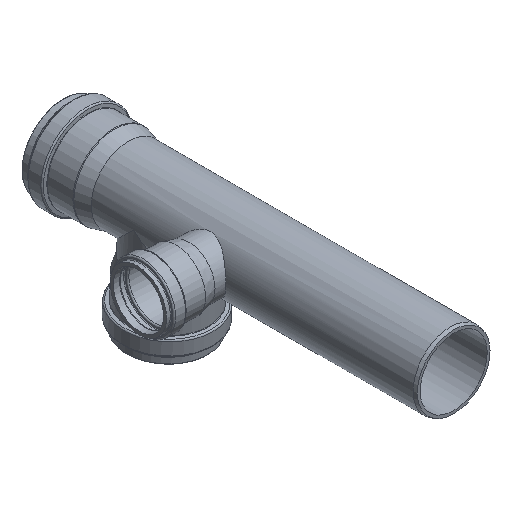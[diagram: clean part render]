
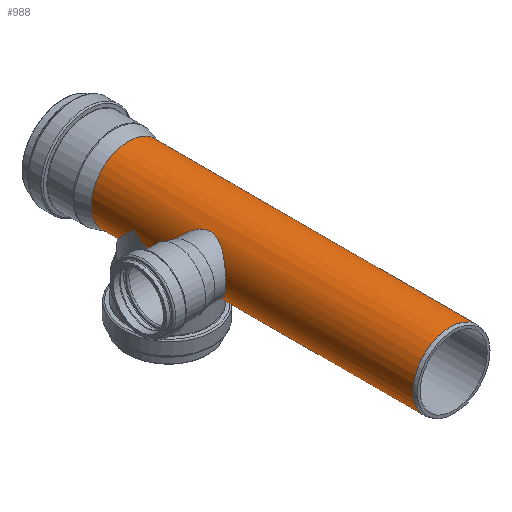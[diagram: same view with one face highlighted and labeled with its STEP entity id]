
A CAD part, isometric view. The second image highlights one B-rep face of the part: STEP entity #988.
In plain terms, the highlighted cylindrical face has radius 55.3 mm (diameter 110.6 mm), a full revolution.
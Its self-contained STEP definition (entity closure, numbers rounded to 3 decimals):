
#17=ELLIPSE('',#1134,79.97,55.3);
#18=ELLIPSE('',#1135,76.554,55.3);
#139=FACE_BOUND('',#379,.T.);
#140=FACE_BOUND('',#380,.T.);
#141=FACE_BOUND('',#381,.T.);
#177=B_SPLINE_CURVE_WITH_KNOTS('',3,(#1571,#1572,#1573,#1574,#1575,#1576,
#1577,#1578,#1579,#1580,#1581,#1582,#1583,#1584,#1585,#1586,#1587,#1588,
#1589,#1590,#1591,#1592,#1593,#1594,#1595,#1596,#1597,#1598,#1599,#1600,
#1601,#1602,#1603,#1604,#1605,#1606,#1607,#1608,#1609,#1610,#1611,#1612,
#1613,#1614,#1615,#1616,#1617,#1618,#1619,#1620,#1621,#1622,#1623,#1624,
#1625,#1626,#1627,#1628,#1629,#1630,#1631,#1632,#1633,#1634,#1635,#1636),
 .UNSPECIFIED.,.T.,.F.,(4,2,2,2,2,2,2,2,2,2,2,2,2,2,2,2,2,2,2,2,2,2,2,2,
2,2,2,2,2,2,2,2,4),(0.,0.766,1.532,2.298,
3.064,3.828,4.592,5.356,6.12,
6.884,7.648,8.412,9.176,9.942,
10.708,11.474,12.24,13.028,13.815,
14.603,15.39,16.155,16.92,17.685,
18.45,19.215,19.98,20.745,21.51,
22.297,23.085,23.872,24.66),
 .UNSPECIFIED.);
#234=FACE_OUTER_BOUND('',#378,.T.);
#378=EDGE_LOOP('',(#835));
#379=EDGE_LOOP('',(#836));
#380=EDGE_LOOP('',(#837));
#381=EDGE_LOOP('',(#838,#839));
#503=CIRCLE('',#1137,55.3);
#504=CIRCLE('',#1138,55.3);
#538=VERTEX_POINT('',#1570);
#594=VERTEX_POINT('',#1866);
#595=VERTEX_POINT('',#1867);
#596=VERTEX_POINT('',#1871);
#597=VERTEX_POINT('',#1873);
#631=EDGE_CURVE('',#538,#538,#177,.T.);
#687=EDGE_CURVE('',#594,#595,#17,.T.);
#688=EDGE_CURVE('',#595,#594,#18,.T.);
#689=EDGE_CURVE('',#596,#596,#503,.T.);
#690=EDGE_CURVE('',#597,#597,#504,.T.);
#835=ORIENTED_EDGE('',*,*,#689,.T.);
#836=ORIENTED_EDGE('',*,*,#631,.T.);
#837=ORIENTED_EDGE('',*,*,#690,.F.);
#838=ORIENTED_EDGE('',*,*,#688,.T.);
#839=ORIENTED_EDGE('',*,*,#687,.T.);
#925=CYLINDRICAL_SURFACE('',#1136,55.3);
#988=ADVANCED_FACE('',(#234,#139,#140,#141),#925,.T.);
#1134=AXIS2_PLACEMENT_3D('',#1868,#1426,#1427);
#1135=AXIS2_PLACEMENT_3D('',#1869,#1428,#1429);
#1136=AXIS2_PLACEMENT_3D('',#1870,#1430,#1431);
#1137=AXIS2_PLACEMENT_3D('',#1872,#1432,#1433);
#1138=AXIS2_PLACEMENT_3D('',#1874,#1434,#1435);
#1426=DIRECTION('center_axis',(0.,0.692,0.722));
#1427=DIRECTION('ref_axis',(0.,-0.722,0.692));
#1428=DIRECTION('center_axis',(0.,-0.722,0.692));
#1429=DIRECTION('ref_axis',(0.,-0.692,-0.722));
#1430=DIRECTION('center_axis',(0.,1.,0.));
#1431=DIRECTION('ref_axis',(1.,0.,0.));
#1432=DIRECTION('center_axis',(0.,1.,0.));
#1433=DIRECTION('ref_axis',(1.,0.,0.));
#1434=DIRECTION('center_axis',(0.,1.,0.));
#1435=DIRECTION('ref_axis',(1.,0.,0.));
#1570=CARTESIAN_POINT('',(-39.206,-161.288,39.));
#1571=CARTESIAN_POINT('Ctrl Pts',(-39.206,-161.288,39.));
#1572=CARTESIAN_POINT('Ctrl Pts',(-39.206,-163.842,39.));
#1573=CARTESIAN_POINT('Ctrl Pts',(-39.463,-166.425,38.746));
#1574=CARTESIAN_POINT('Ctrl Pts',(-40.441,-171.473,37.724));
#1575=CARTESIAN_POINT('Ctrl Pts',(-41.159,-173.938,36.956));
#1576=CARTESIAN_POINT('Ctrl Pts',(-42.863,-178.61,34.965));
#1577=CARTESIAN_POINT('Ctrl Pts',(-43.848,-180.824,33.741));
#1578=CARTESIAN_POINT('Ctrl Pts',(-45.871,-184.903,30.934));
#1579=CARTESIAN_POINT('Ctrl Pts',(-46.909,-186.769,29.35));
#1580=CARTESIAN_POINT('Ctrl Pts',(-48.852,-190.073,25.987));
#1581=CARTESIAN_POINT('Ctrl Pts',(-49.834,-191.635,24.081));
#1582=CARTESIAN_POINT('Ctrl Pts',(-51.647,-194.415,19.897));
#1583=CARTESIAN_POINT('Ctrl Pts',(-52.478,-195.633,17.619));
#1584=CARTESIAN_POINT('Ctrl Pts',(-53.852,-197.61,12.817));
#1585=CARTESIAN_POINT('Ctrl Pts',(-54.396,-198.37,10.29));
#1586=CARTESIAN_POINT('Ctrl Pts',(-55.12,-199.377,5.155));
#1587=CARTESIAN_POINT('Ctrl Pts',(-55.3,-199.623,2.547));
#1588=CARTESIAN_POINT('Ctrl Pts',(-55.3,-199.623,-2.547));
#1589=CARTESIAN_POINT('Ctrl Pts',(-55.12,-199.377,-5.155));
#1590=CARTESIAN_POINT('Ctrl Pts',(-54.396,-198.37,-10.29));
#1591=CARTESIAN_POINT('Ctrl Pts',(-53.852,-197.61,-12.817));
#1592=CARTESIAN_POINT('Ctrl Pts',(-52.478,-195.633,-17.619));
#1593=CARTESIAN_POINT('Ctrl Pts',(-51.647,-194.415,-19.897));
#1594=CARTESIAN_POINT('Ctrl Pts',(-49.834,-191.635,-24.081));
#1595=CARTESIAN_POINT('Ctrl Pts',(-48.852,-190.073,-25.987));
#1596=CARTESIAN_POINT('Ctrl Pts',(-46.909,-186.769,-29.35));
#1597=CARTESIAN_POINT('Ctrl Pts',(-45.871,-184.903,-30.934));
#1598=CARTESIAN_POINT('Ctrl Pts',(-43.848,-180.824,-33.741));
#1599=CARTESIAN_POINT('Ctrl Pts',(-42.863,-178.61,-34.965));
#1600=CARTESIAN_POINT('Ctrl Pts',(-41.159,-173.938,-36.956));
#1601=CARTESIAN_POINT('Ctrl Pts',(-40.441,-171.473,-37.724));
#1602=CARTESIAN_POINT('Ctrl Pts',(-39.463,-166.425,-38.746));
#1603=CARTESIAN_POINT('Ctrl Pts',(-39.206,-163.842,-39.));
#1604=CARTESIAN_POINT('Ctrl Pts',(-39.206,-158.663,-39.));
#1605=CARTESIAN_POINT('Ctrl Pts',(-39.477,-156.011,-38.733));
#1606=CARTESIAN_POINT('Ctrl Pts',(-40.484,-150.82,-37.679));
#1607=CARTESIAN_POINT('Ctrl Pts',(-41.216,-148.281,-36.893));
#1608=CARTESIAN_POINT('Ctrl Pts',(-42.943,-143.448,-34.868));
#1609=CARTESIAN_POINT('Ctrl Pts',(-43.936,-141.15,-33.627));
#1610=CARTESIAN_POINT('Ctrl Pts',(-45.971,-136.897,-30.787));
#1611=CARTESIAN_POINT('Ctrl Pts',(-47.012,-134.943,-29.186));
#1612=CARTESIAN_POINT('Ctrl Pts',(-48.939,-131.515,-25.822));
#1613=CARTESIAN_POINT('Ctrl Pts',(-49.9,-129.903,-23.94));
#1614=CARTESIAN_POINT('Ctrl Pts',(-51.682,-127.021,-19.803));
#1615=CARTESIAN_POINT('Ctrl Pts',(-52.501,-125.749,-17.547));
#1616=CARTESIAN_POINT('Ctrl Pts',(-53.859,-123.677,-12.784));
#1617=CARTESIAN_POINT('Ctrl Pts',(-54.399,-122.875,-10.271));
#1618=CARTESIAN_POINT('Ctrl Pts',(-55.12,-121.811,-5.154));
#1619=CARTESIAN_POINT('Ctrl Pts',(-55.3,-121.548,-2.55));
#1620=CARTESIAN_POINT('Ctrl Pts',(-55.3,-121.548,2.55));
#1621=CARTESIAN_POINT('Ctrl Pts',(-55.12,-121.811,5.154));
#1622=CARTESIAN_POINT('Ctrl Pts',(-54.399,-122.875,10.271));
#1623=CARTESIAN_POINT('Ctrl Pts',(-53.859,-123.677,12.784));
#1624=CARTESIAN_POINT('Ctrl Pts',(-52.501,-125.749,17.547));
#1625=CARTESIAN_POINT('Ctrl Pts',(-51.682,-127.021,19.803));
#1626=CARTESIAN_POINT('Ctrl Pts',(-49.9,-129.903,23.94));
#1627=CARTESIAN_POINT('Ctrl Pts',(-48.939,-131.515,25.822));
#1628=CARTESIAN_POINT('Ctrl Pts',(-47.012,-134.943,29.186));
#1629=CARTESIAN_POINT('Ctrl Pts',(-45.971,-136.897,30.787));
#1630=CARTESIAN_POINT('Ctrl Pts',(-43.936,-141.15,33.627));
#1631=CARTESIAN_POINT('Ctrl Pts',(-42.943,-143.448,34.868));
#1632=CARTESIAN_POINT('Ctrl Pts',(-41.216,-148.281,36.893));
#1633=CARTESIAN_POINT('Ctrl Pts',(-40.484,-150.82,37.679));
#1634=CARTESIAN_POINT('Ctrl Pts',(-39.477,-156.011,38.733));
#1635=CARTESIAN_POINT('Ctrl Pts',(-39.206,-158.663,39.));
#1636=CARTESIAN_POINT('Ctrl Pts',(-39.206,-161.288,39.));
#1866=CARTESIAN_POINT('',(55.3,-63.,0.));
#1867=CARTESIAN_POINT('',(-55.3,-63.,0.));
#1868=CARTESIAN_POINT('Origin',(0.,-63.,0.));
#1869=CARTESIAN_POINT('Origin',(0.,-63.,0.));
#1870=CARTESIAN_POINT('Origin',(0.,-239.,0.));
#1871=CARTESIAN_POINT('',(55.3,-478.,0.));
#1872=CARTESIAN_POINT('Origin',(0.,-478.,0.));
#1873=CARTESIAN_POINT('',(55.3,0.,0.));
#1874=CARTESIAN_POINT('Origin',(0.,0.,0.));
